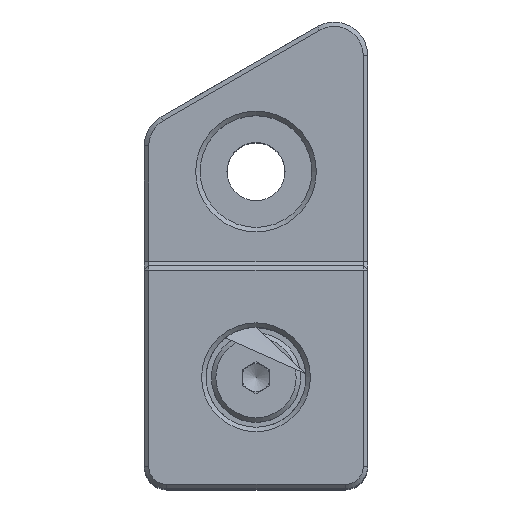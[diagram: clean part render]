
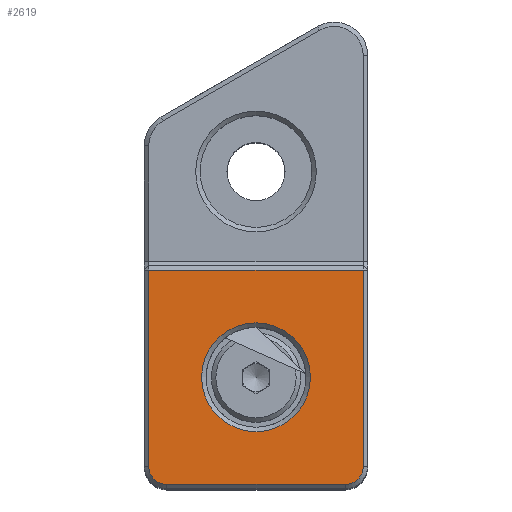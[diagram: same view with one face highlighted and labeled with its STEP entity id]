
A CAD part, top view. The second image highlights one B-rep face of the part: STEP entity #2619.
In plain terms, the highlighted planar face has unit normal (0, 0, 1).
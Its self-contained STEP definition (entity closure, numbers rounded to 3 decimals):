
#263=LINE('',#4437,#466);
#264=LINE('',#4441,#467);
#265=LINE('',#4443,#468);
#266=LINE('',#4444,#469);
#466=VECTOR('',#3586,1000.);
#467=VECTOR('',#3589,1000.);
#468=VECTOR('',#3590,1000.);
#469=VECTOR('',#3591,1000.);
#612=FACE_BOUND('',#894,.T.);
#713=FACE_OUTER_BOUND('',#893,.T.);
#893=EDGE_LOOP('',(#2122,#2123,#2124,#2125,#2126,#2127));
#894=EDGE_LOOP('',(#2128));
#1078=CIRCLE('',#2950,1.6);
#1079=CIRCLE('',#2951,1.6);
#1080=CIRCLE('',#2952,4.875);
#1272=VERTEX_POINT('',#4433);
#1273=VERTEX_POINT('',#4434);
#1274=VERTEX_POINT('',#4436);
#1275=VERTEX_POINT('',#4438);
#1276=VERTEX_POINT('',#4440);
#1277=VERTEX_POINT('',#4442);
#1278=VERTEX_POINT('',#4445);
#1568=EDGE_CURVE('',#1272,#1273,#1078,.T.);
#1569=EDGE_CURVE('',#1273,#1274,#263,.T.);
#1570=EDGE_CURVE('',#1274,#1275,#1079,.T.);
#1571=EDGE_CURVE('',#1275,#1276,#264,.T.);
#1572=EDGE_CURVE('',#1276,#1277,#265,.T.);
#1573=EDGE_CURVE('',#1277,#1272,#266,.T.);
#1574=EDGE_CURVE('',#1278,#1278,#1080,.F.);
#2122=ORIENTED_EDGE('',*,*,#1568,.T.);
#2123=ORIENTED_EDGE('',*,*,#1569,.T.);
#2124=ORIENTED_EDGE('',*,*,#1570,.T.);
#2125=ORIENTED_EDGE('',*,*,#1571,.T.);
#2126=ORIENTED_EDGE('',*,*,#1572,.T.);
#2127=ORIENTED_EDGE('',*,*,#1573,.T.);
#2128=ORIENTED_EDGE('',*,*,#1574,.T.);
#2487=PLANE('',#2949);
#2619=ADVANCED_FACE('',(#713,#612),#2487,.T.);
#2949=AXIS2_PLACEMENT_3D('',#4432,#3582,#3583);
#2950=AXIS2_PLACEMENT_3D('',#4435,#3584,#3585);
#2951=AXIS2_PLACEMENT_3D('',#4439,#3587,#3588);
#2952=AXIS2_PLACEMENT_3D('',#4446,#3592,#3593);
#3582=DIRECTION('center_axis',(0.,0.,1.));
#3583=DIRECTION('ref_axis',(-1.,0.,0.));
#3584=DIRECTION('center_axis',(0.,0.,1.));
#3585=DIRECTION('ref_axis',(1.,0.,0.));
#3586=DIRECTION('',(1.,0.,0.));
#3587=DIRECTION('center_axis',(0.,0.,1.));
#3588=DIRECTION('ref_axis',(1.,0.,0.));
#3589=DIRECTION('',(0.,1.,0.));
#3590=DIRECTION('',(-1.,0.,0.));
#3591=DIRECTION('',(0.,-1.,0.));
#3592=DIRECTION('center_axis',(0.,0.,1.));
#3593=DIRECTION('ref_axis',(1.,0.,0.));
#4432=CARTESIAN_POINT('Origin',(-10.,22.024,54.2));
#4433=CARTESIAN_POINT('',(-19.6,2.,54.2));
#4434=CARTESIAN_POINT('',(-18.,0.4,54.2));
#4435=CARTESIAN_POINT('Origin',(-18.,2.,54.2));
#4436=CARTESIAN_POINT('',(-2.,0.4,54.2));
#4437=CARTESIAN_POINT('',(-2.,0.4,54.2));
#4438=CARTESIAN_POINT('',(-0.4,2.,54.2));
#4439=CARTESIAN_POINT('Origin',(-2.,2.,54.2));
#4440=CARTESIAN_POINT('',(-0.4,19.6,54.2));
#4441=CARTESIAN_POINT('',(-0.4,20.,54.2));
#4442=CARTESIAN_POINT('',(-19.6,19.6,54.2));
#4443=CARTESIAN_POINT('',(-10.,19.6,54.2));
#4444=CARTESIAN_POINT('',(-19.6,2.,54.2));
#4445=CARTESIAN_POINT('',(-14.875,10.,54.2));
#4446=CARTESIAN_POINT('Origin',(-10.,10.,54.2));
